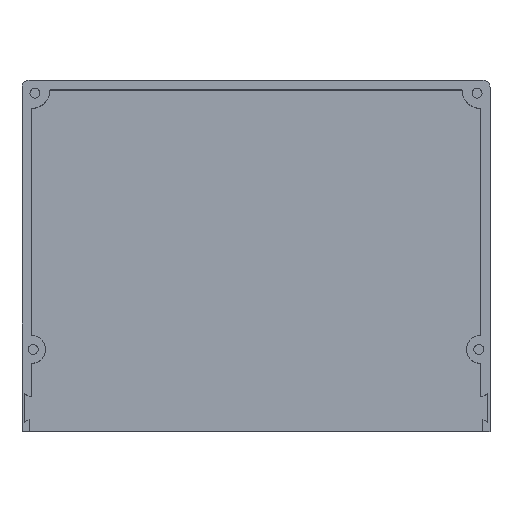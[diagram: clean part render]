
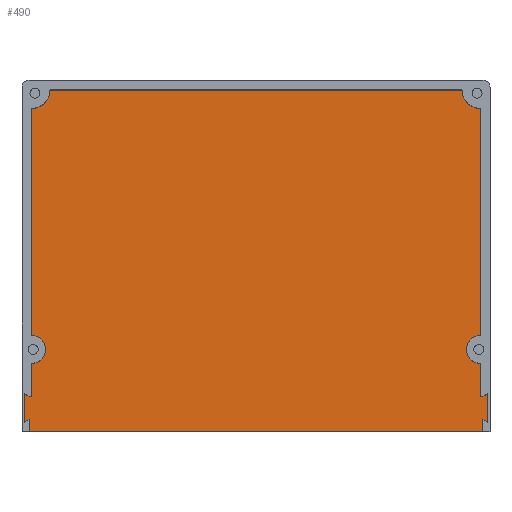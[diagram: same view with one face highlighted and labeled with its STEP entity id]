
A CAD part, top view. The second image highlights one B-rep face of the part: STEP entity #490.
In plain terms, the highlighted planar face has unit normal (0, 0, 1).
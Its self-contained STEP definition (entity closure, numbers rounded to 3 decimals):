
#153 = VERTEX_POINT('',#154);
#154 = CARTESIAN_POINT('',(3.,0.,4.));
#160 = EDGE_CURVE('',#153,#161,#163,.T.);
#161 = VERTEX_POINT('',#162);
#162 = CARTESIAN_POINT('',(197.,0.,4.));
#163 = LINE('',#164,#165);
#164 = CARTESIAN_POINT('',(196.,0.,4.));
#165 = VECTOR('',#166,1.);
#166 = DIRECTION('',(1.,0.,0.));
#471 = EDGE_CURVE('',#161,#472,#474,.T.);
#472 = VERTEX_POINT('',#473);
#473 = CARTESIAN_POINT('',(197.,5.,4.));
#474 = LINE('',#475,#476);
#475 = CARTESIAN_POINT('',(197.,0.,4.));
#476 = VECTOR('',#477,1.);
#477 = DIRECTION('',(0.,1.,0.));
#490 = ADVANCED_FACE('',(#491),#641,.T.);
#491 = FACE_BOUND('',#492,.T.);
#492 = EDGE_LOOP('',(#493,#503,#511,#519,#527,#536,#544,#553,#561,#570,
    #578,#587,#595,#603,#611,#619,#627,#633,#634,#635));
#493 = ORIENTED_EDGE('',*,*,#494,.F.);
#494 = EDGE_CURVE('',#495,#497,#499,.T.);
#495 = VERTEX_POINT('',#496);
#496 = CARTESIAN_POINT('',(199.,16.155,4.));
#497 = VERTEX_POINT('',#498);
#498 = CARTESIAN_POINT('',(199.,3.845,4.));
#499 = LINE('',#500,#501);
#500 = CARTESIAN_POINT('',(199.,16.155,4.));
#501 = VECTOR('',#502,1.);
#502 = DIRECTION('',(0.,-1.,0.));
#503 = ORIENTED_EDGE('',*,*,#504,.F.);
#504 = EDGE_CURVE('',#505,#495,#507,.T.);
#505 = VERTEX_POINT('',#506);
#506 = CARTESIAN_POINT('',(197.,15.,4.));
#507 = LINE('',#508,#509);
#508 = CARTESIAN_POINT('',(197.,15.,4.));
#509 = VECTOR('',#510,1.);
#510 = DIRECTION('',(0.866,0.5,0.));
#511 = ORIENTED_EDGE('',*,*,#512,.T.);
#512 = EDGE_CURVE('',#505,#513,#515,.T.);
#513 = VERTEX_POINT('',#514);
#514 = CARTESIAN_POINT('',(196.,15.,4.));
#515 = LINE('',#516,#517);
#516 = CARTESIAN_POINT('',(197.,15.,4.));
#517 = VECTOR('',#518,1.);
#518 = DIRECTION('',(-1.,0.,0.));
#519 = ORIENTED_EDGE('',*,*,#520,.T.);
#520 = EDGE_CURVE('',#513,#521,#523,.T.);
#521 = VERTEX_POINT('',#522);
#522 = CARTESIAN_POINT('',(196.,29.,4.));
#523 = LINE('',#524,#525);
#524 = CARTESIAN_POINT('',(196.,0.,4.));
#525 = VECTOR('',#526,1.);
#526 = DIRECTION('',(0.,1.,0.));
#527 = ORIENTED_EDGE('',*,*,#528,.F.);
#528 = EDGE_CURVE('',#529,#521,#531,.T.);
#529 = VERTEX_POINT('',#530);
#530 = CARTESIAN_POINT('',(196.,41.,4.));
#531 = CIRCLE('',#532,6.);
#532 = AXIS2_PLACEMENT_3D('',#533,#534,#535);
#533 = CARTESIAN_POINT('',(196.,35.,4.));
#534 = DIRECTION('',(0.,0.,1.));
#535 = DIRECTION('',(1.,0.,0.));
#536 = ORIENTED_EDGE('',*,*,#537,.T.);
#537 = EDGE_CURVE('',#529,#538,#540,.T.);
#538 = VERTEX_POINT('',#539);
#539 = CARTESIAN_POINT('',(196.,138.,4.));
#540 = LINE('',#541,#542);
#541 = CARTESIAN_POINT('',(196.,0.,4.));
#542 = VECTOR('',#543,1.);
#543 = DIRECTION('',(0.,1.,0.));
#544 = ORIENTED_EDGE('',*,*,#545,.F.);
#545 = EDGE_CURVE('',#546,#538,#548,.T.);
#546 = VERTEX_POINT('',#547);
#547 = CARTESIAN_POINT('',(188.,146.,4.));
#548 = CIRCLE('',#549,8.);
#549 = AXIS2_PLACEMENT_3D('',#550,#551,#552);
#550 = CARTESIAN_POINT('',(196.,146.,4.));
#551 = DIRECTION('',(0.,0.,1.));
#552 = DIRECTION('',(1.,0.,0.));
#553 = ORIENTED_EDGE('',*,*,#554,.T.);
#554 = EDGE_CURVE('',#546,#555,#557,.T.);
#555 = VERTEX_POINT('',#556);
#556 = CARTESIAN_POINT('',(12.,146.,4.));
#557 = LINE('',#558,#559);
#558 = CARTESIAN_POINT('',(196.,146.,4.));
#559 = VECTOR('',#560,1.);
#560 = DIRECTION('',(-1.,0.,0.));
#561 = ORIENTED_EDGE('',*,*,#562,.F.);
#562 = EDGE_CURVE('',#563,#555,#565,.T.);
#563 = VERTEX_POINT('',#564);
#564 = CARTESIAN_POINT('',(4.,138.,4.));
#565 = CIRCLE('',#566,8.);
#566 = AXIS2_PLACEMENT_3D('',#567,#568,#569);
#567 = CARTESIAN_POINT('',(4.,146.,4.));
#568 = DIRECTION('',(0.,0.,1.));
#569 = DIRECTION('',(1.,0.,0.));
#570 = ORIENTED_EDGE('',*,*,#571,.T.);
#571 = EDGE_CURVE('',#563,#572,#574,.T.);
#572 = VERTEX_POINT('',#573);
#573 = CARTESIAN_POINT('',(4.,41.,4.));
#574 = LINE('',#575,#576);
#575 = CARTESIAN_POINT('',(4.,146.,4.));
#576 = VECTOR('',#577,1.);
#577 = DIRECTION('',(0.,-1.,0.));
#578 = ORIENTED_EDGE('',*,*,#579,.F.);
#579 = EDGE_CURVE('',#580,#572,#582,.T.);
#580 = VERTEX_POINT('',#581);
#581 = CARTESIAN_POINT('',(4.,29.,4.));
#582 = CIRCLE('',#583,6.);
#583 = AXIS2_PLACEMENT_3D('',#584,#585,#586);
#584 = CARTESIAN_POINT('',(4.,35.,4.));
#585 = DIRECTION('',(0.,0.,1.));
#586 = DIRECTION('',(1.,0.,0.));
#587 = ORIENTED_EDGE('',*,*,#588,.T.);
#588 = EDGE_CURVE('',#580,#589,#591,.T.);
#589 = VERTEX_POINT('',#590);
#590 = CARTESIAN_POINT('',(4.,15.,4.));
#591 = LINE('',#592,#593);
#592 = CARTESIAN_POINT('',(4.,146.,4.));
#593 = VECTOR('',#594,1.);
#594 = DIRECTION('',(0.,-1.,0.));
#595 = ORIENTED_EDGE('',*,*,#596,.F.);
#596 = EDGE_CURVE('',#597,#589,#599,.T.);
#597 = VERTEX_POINT('',#598);
#598 = CARTESIAN_POINT('',(3.,15.,4.));
#599 = LINE('',#600,#601);
#600 = CARTESIAN_POINT('',(3.,15.,4.));
#601 = VECTOR('',#602,1.);
#602 = DIRECTION('',(1.,0.,0.));
#603 = ORIENTED_EDGE('',*,*,#604,.T.);
#604 = EDGE_CURVE('',#597,#605,#607,.T.);
#605 = VERTEX_POINT('',#606);
#606 = CARTESIAN_POINT('',(1.,16.155,4.));
#607 = LINE('',#608,#609);
#608 = CARTESIAN_POINT('',(3.,15.,4.));
#609 = VECTOR('',#610,1.);
#610 = DIRECTION('',(-0.866,0.5,0.));
#611 = ORIENTED_EDGE('',*,*,#612,.T.);
#612 = EDGE_CURVE('',#605,#613,#615,.T.);
#613 = VERTEX_POINT('',#614);
#614 = CARTESIAN_POINT('',(1.,3.845,4.));
#615 = LINE('',#616,#617);
#616 = CARTESIAN_POINT('',(1.,16.155,4.));
#617 = VECTOR('',#618,1.);
#618 = DIRECTION('',(0.,-1.,0.));
#619 = ORIENTED_EDGE('',*,*,#620,.T.);
#620 = EDGE_CURVE('',#613,#621,#623,.T.);
#621 = VERTEX_POINT('',#622);
#622 = CARTESIAN_POINT('',(3.,5.,4.));
#623 = LINE('',#624,#625);
#624 = CARTESIAN_POINT('',(1.,3.845,4.));
#625 = VECTOR('',#626,1.);
#626 = DIRECTION('',(0.866,0.5,0.));
#627 = ORIENTED_EDGE('',*,*,#628,.F.);
#628 = EDGE_CURVE('',#153,#621,#629,.T.);
#629 = LINE('',#630,#631);
#630 = CARTESIAN_POINT('',(3.,0.,4.));
#631 = VECTOR('',#632,1.);
#632 = DIRECTION('',(0.,1.,0.));
#633 = ORIENTED_EDGE('',*,*,#160,.T.);
#634 = ORIENTED_EDGE('',*,*,#471,.T.);
#635 = ORIENTED_EDGE('',*,*,#636,.F.);
#636 = EDGE_CURVE('',#497,#472,#637,.T.);
#637 = LINE('',#638,#639);
#638 = CARTESIAN_POINT('',(199.,3.845,4.));
#639 = VECTOR('',#640,1.);
#640 = DIRECTION('',(-0.866,0.5,0.));
#641 = PLANE('',#642);
#642 = AXIS2_PLACEMENT_3D('',#643,#644,#645);
#643 = CARTESIAN_POINT('',(100.,71.364,4.));
#644 = DIRECTION('',(0.,0.,1.));
#645 = DIRECTION('',(1.,0.,0.));
